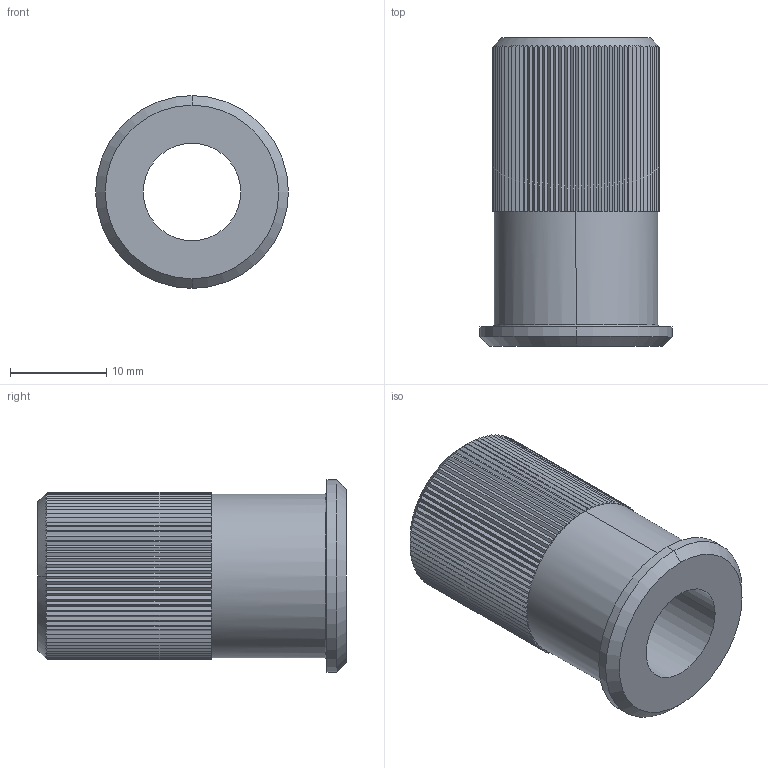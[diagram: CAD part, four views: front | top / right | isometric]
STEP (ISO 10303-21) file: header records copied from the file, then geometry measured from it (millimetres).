
FILE_DESCRIPTION (( 'STEP AP214' ), '1' );
FILE_NAME ('7250910', '2019-02-01T14:21:23', ( '' ), ('JUGARD+KÜNSTNER GmbH'), 'SwSTEP 2.0', 'SolidWorks 2017', '' );
FILE_SCHEMA (( 'AUTOMOTIVE_DESIGN' ));
Length unit declared in the file: millimetre
Products named in the file (1): 7250910_CNAJF00
Bounding box: 20 x 32 x 20 mm (x, y, z)
Volume: 4159.8 mm3; surface area: 3475.6 mm2
Topology: 1 solids, 1 shells, 288 faces, 666 edges, 382 vertices
Faces by surface type: plane 274, cylinder 8, cone 4, bspline 2
Entity records: 8094 total; most frequent: CARTESIAN_POINT 1913, ORIENTED_EDGE 1332, DIRECTION 1170, EDGE_CURVE 666, AXIS2_PLACEMENT_3D 399, VERTEX_POINT 382, LINE 372, VECTOR 372
